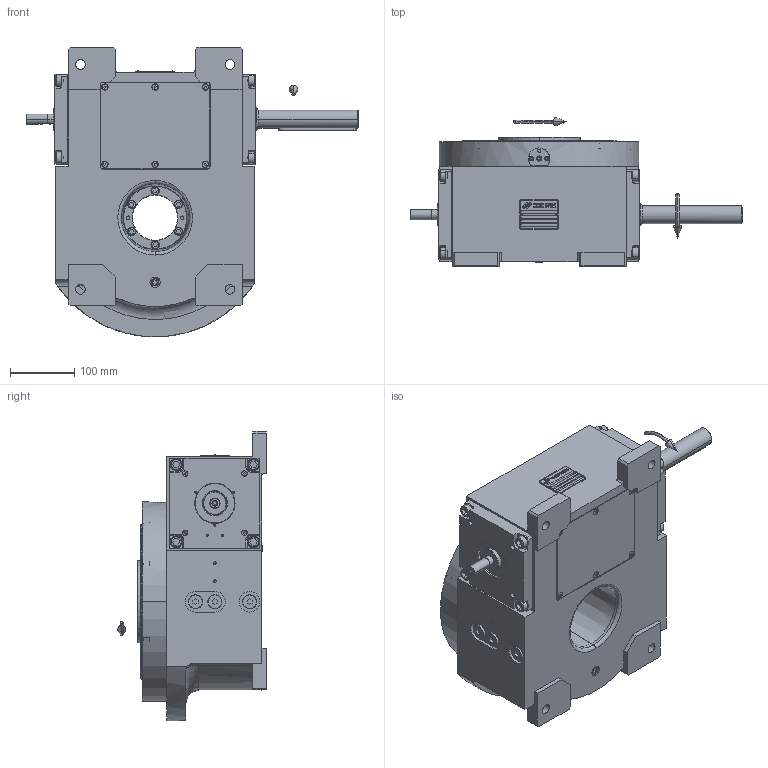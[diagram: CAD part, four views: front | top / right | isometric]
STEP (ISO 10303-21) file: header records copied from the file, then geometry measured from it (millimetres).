
FILE_DESCRIPTION (( 'STEP AP214' ), '1' );
FILE_NAME ('PC5200401.step', '2024-06-18T15:21:07', ( '' ), ( '' ), 'SwSTEP 2.0', 'SolidWorks 2020', '' );
FILE_SCHEMA (( 'AUTOMOTIVE_DESIGN' ));
Length unit declared in the file: millimetre
Products named in the file (83): RIG09_021_AF0.stp; CFN2010_01_020.stp; cfn2107_01_001; AS_cfn2476_01_002_60x46; CFN2356_03_053.stp; cfn2003_01_054; cfn2000_01_099; cfn2115_02_160; cfn2128_19_002; cfn2000_01_081; freccia_angolare; AS_rig09_004; rig09_017; cfn2155_01_095; CFN2223_02_003.stp; AS_rig09_016; cfn2000_01_126; AS_900_38_30_003; CFN2010_02_002.stp; RIG09_005_AF0.stp; rig09_001_a; freccia_angolare_albero; PC5200401; rig09_016; cfn2476_01_002_60x46; CFN2000_01_185.stp; cfn2128_04_002; cfn2000_01_161; CFN2223_02_004.stp; CFN2104_02_018.stp; rig09_071_8_m.stp; 900_38_30_003; RIG09_005_ASM.stp; cfn2151_01_170; cfn2276_01_056; olio_agip_blasia_150; AS_rig09_002_s_003; cfn2155_01_196; rig09_004; AS_rig09_071_8_m ...
Assembly tree (71 placements, depth 5):
  CFN2010_01_020.stp
  CFN2356_03_053.stp
  CFN2223_02_003.stp
  PC5200401
    rig09_001_a
    AS_cfn2476_01_002_60x46
      cfn2476_01_002_60x46
      cfn2107_01_001
      cfn2107_01_001
    AS_rig09_071_8_m
      rig09_071_8_m.stp
        RIG09_005_ASM.stp
          RIG09_005_AF0.stp
          RIG09_021_AF0.stp
          CFN2000_01_185.stp
          CFN2000_01_185.stp
          CFN2104_02_018.stp
        CFN2155_01_195.stp
        CFN2010_02_002.stp
      rig09_003_8
      cfn2000_01_099
      cfn2000_01_099
      cfn2000_01_099
      cfn2000_01_099
      cfn2000_01_099
      cfn2000_01_099
      cfn2000_01_099
      cfn2000_01_099
      cfn2104_01_018  x2
    AS_rig09_017
      rig09_017
      cfn2000_01_126
      cfn2000_01_126
      cfn2000_01_126
      cfn2000_01_126
      cfn2000_01_126
      cfn2000_01_126
      cfn2155_01_196
    AS_rig09_004
      rig09_004
      cfn2000_01_081
      cfn2155_01_095
      cfn2070_05_009
      cfn2000_01_081
      cfn2000_01_081
      cfn2000_01_081
    AS_rig09_004
      rig09_004
      cfn2000_01_081
      cfn2155_01_095
      cfn2070_05_009
      cfn2000_01_081
      cfn2000_01_081
      cfn2000_01_081
    AS_rig09_002_s_003
      rig09_002_s_003
      cfn2115_02_160
    cfn2128_04_002  x3
    cfn2128_19_002
    AS_rig09_016
Bounding box: 515.5 x 231 x 450 mm (x, y, z)
Volume: 4834525.3 mm3; surface area: 1239744.1 mm2
Topology: 62 solids, 62 shells, 1988 faces, 4894 edges, 3139 vertices
Faces by surface type: plane 1028, cylinder 623, cone 302, torus 29, sphere 4, bspline 2
Entity records: 63554 total; most frequent: CARTESIAN_POINT 13688, DIRECTION 9891, ORIENTED_EDGE 9468, EDGE_CURVE 4734, AXIS2_PLACEMENT_3D 3395, VECTOR 3101, LINE 3101, VERTEX_POINT 3078
